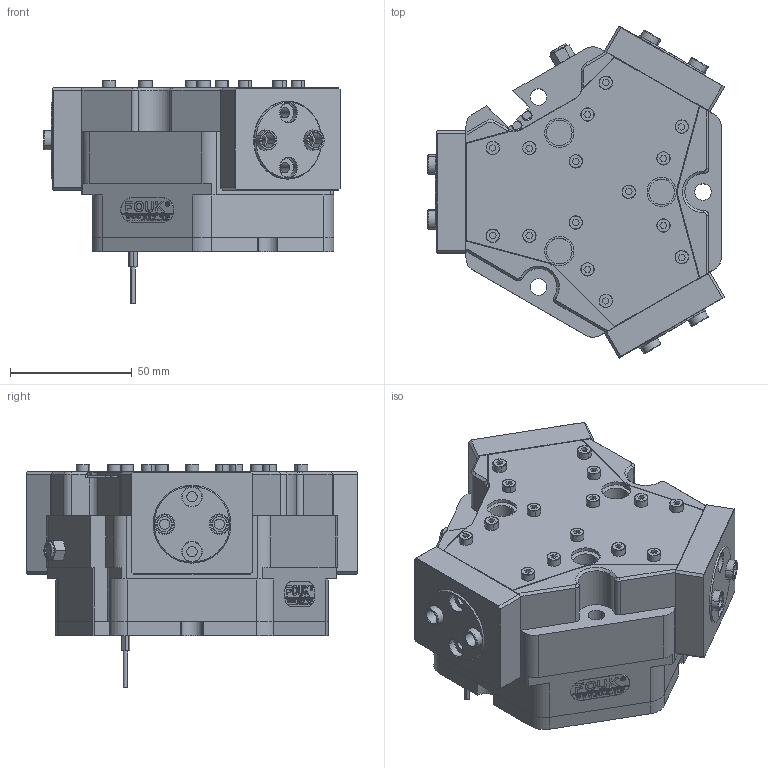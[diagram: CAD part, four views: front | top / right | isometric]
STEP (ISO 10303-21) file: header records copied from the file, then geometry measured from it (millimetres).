
FILE_DESCRIPTION (( 'STEP AP203' ), '1' );
FILE_NAME ('TZF70.STEP', '2026-03-27T03:30:38', ( '' ), ( '' ), 'SwSTEP 2.0', 'SolidWorks 2018', '' );
FILE_SCHEMA (( 'CONFIG_CONTROL_DESIGN' ));
Length unit declared in the file: millimetre
Products named in the file (13): ﾏ擎ﾗ8｡ﾁ6｡ﾁ6; TZF70-01 褲极; TZF70-03 奻葡裔啣; TZF70; 内六角圆柱头螺钉[GBT70_1-2008][M4×12]; BSLMM5; TRF45-01 忒硌薊极.step; 内六角圆柱头螺钉[GBT70_1-2008][M3×8]; TRF45-02 耜猾极.step; 棠羲換覜ん; 25x10-R5; 内六角沉头螺钉[GBT70_3-2008][M4×12×8]; FZ70-125-MX-05 菁裔啣
Assembly tree (41 placements, depth 2):
  TZF70
    TZF70-01 褲极
    FZ70-125-MX-05 菁裔啣
    TRF45-01 忒硌薊极.step  x3
    TRF45-02 耜猾极.step  x3
    TZF70-03 奻葡裔啣
    内六角圆柱头螺钉[GBT70_1-2008][M3×8]  x15
    内六角圆柱头螺钉[GBT70_1-2008][M4×12]
    ﾏ擎ﾗ8｡ﾁ6｡ﾁ6  x6
    内六角沉头螺钉[GBT70_3-2008][M4×12×8]  x6
    棠羲換覜ん  x2
    25x10-R5
    BSLMM5
Bounding box: 121.7 x 136.17 x 91.54 mm (x, y, z)
Volume: 548364 mm3; surface area: 130466.4 mm2
Topology: 41 solids, 41 shells, 1787 faces, 4353 edges, 2721 vertices
Faces by surface type: plane 770, cylinder 460, cone 322, bspline 155, torus 78, sphere 2
Entity records: 42979 total; most frequent: CARTESIAN_POINT 12785, ORIENTED_EDGE 5970, DIRECTION 5509, EDGE_CURVE 2985, VERTEX_POINT 1924, AXIS2_PLACEMENT_3D 1838, LINE 1833, VECTOR 1833
